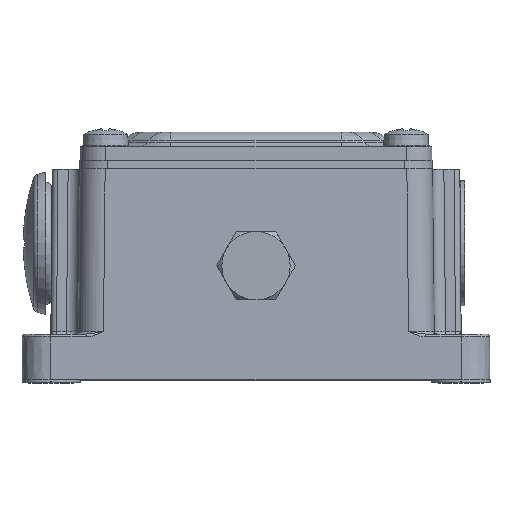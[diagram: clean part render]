
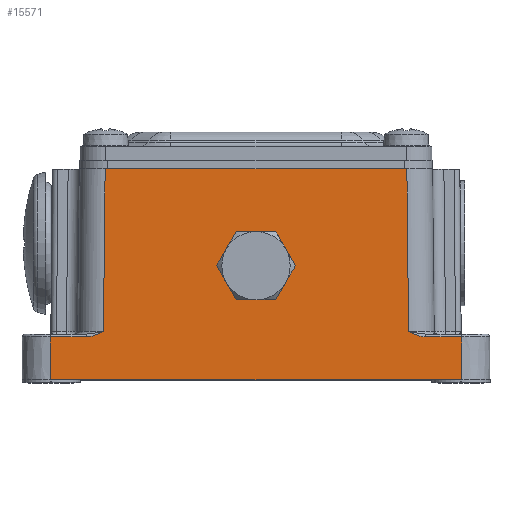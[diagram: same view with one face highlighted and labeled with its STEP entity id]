
A CAD part, top view. The second image highlights one B-rep face of the part: STEP entity #15571.
In plain terms, the highlighted planar face has unit normal (0, 0.003, 1).
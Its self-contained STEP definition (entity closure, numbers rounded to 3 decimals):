
#1732=DIRECTION('',(1.,0.,0.));
#1733=VECTOR('',#1732,71.8);
#1734=CARTESIAN_POINT('',(-35.9,0.,56.));
#1735=LINE('',#1734,#1733);
#4042=DIRECTION('',(1.,0.,0.));
#4043=VECTOR('',#4042,6.309);
#4044=CARTESIAN_POINT('',(-36.1,7.501,55.98));
#4045=LINE('',#4044,#4043);
#4057=CARTESIAN_POINT('',(-29.791,7.501,55.98));
#4058=CARTESIAN_POINT('',(-29.67,7.501,55.98));
#4059=CARTESIAN_POINT('',(-29.42,7.517,55.98));
#4060=CARTESIAN_POINT('',(-29.014,7.588,55.979));
#4061=CARTESIAN_POINT('',(-28.596,7.704,55.979));
#4062=CARTESIAN_POINT('',(-28.2,7.846,55.979));
#4063=CARTESIAN_POINT('',(-27.849,7.992,55.978));
#4064=CARTESIAN_POINT('',(-27.533,8.136,55.978));
#4065=CARTESIAN_POINT('',(-27.252,8.271,55.978));
#4066=CARTESIAN_POINT('',(-27.004,8.394,55.977));
#4067=CARTESIAN_POINT('',(-26.861,8.466,55.977));
#4068=CARTESIAN_POINT('',(-26.795,8.499,55.977));
#4097=CARTESIAN_POINT('',(0.,14.55,55.961));
#4098=CARTESIAN_POINT('',(-0.642,14.55,
55.961));
#4099=CARTESIAN_POINT('',(-2.03,14.782,55.96));
#4100=CARTESIAN_POINT('',(-3.969,16.032,55.957));
#4101=CARTESIAN_POINT('',(-5.009,17.644,55.952));
#4102=CARTESIAN_POINT('',(-5.393,19.016,55.949));
#4103=CARTESIAN_POINT('',(-5.479,20.,55.946));
#4104=CARTESIAN_POINT('',(-5.393,20.985,55.943));
#4105=CARTESIAN_POINT('',(-5.009,22.356,55.94));
#4106=CARTESIAN_POINT('',(-3.969,23.968,55.935));
#4107=CARTESIAN_POINT('',(-2.03,25.218,55.932));
#4108=CARTESIAN_POINT('',(-0.642,25.451,
55.931));
#4109=CARTESIAN_POINT('',(0.,25.451,55.931));
#4114=CARTESIAN_POINT('',(0.,25.451,55.931));
#4115=CARTESIAN_POINT('',(0.642,25.451,55.931));
#4116=CARTESIAN_POINT('',(2.03,25.218,55.932));
#4117=CARTESIAN_POINT('',(3.969,23.968,55.935));
#4118=CARTESIAN_POINT('',(5.009,22.356,55.94));
#4119=CARTESIAN_POINT('',(5.393,20.985,55.943));
#4120=CARTESIAN_POINT('',(5.479,20.,55.946));
#4121=CARTESIAN_POINT('',(5.393,19.016,55.949));
#4122=CARTESIAN_POINT('',(5.009,17.644,55.952));
#4123=CARTESIAN_POINT('',(3.969,16.032,55.957));
#4124=CARTESIAN_POINT('',(2.03,14.782,55.96));
#4125=CARTESIAN_POINT('',(0.642,14.55,55.961));
#4126=CARTESIAN_POINT('',(0.,14.55,55.961));
#4131=DIRECTION('',(1.,0.,0.));
#4132=VECTOR('',#4131,53.);
#4133=CARTESIAN_POINT('',(-26.5,37.,55.9));
#4134=LINE('',#4133,#4132);
#4138=DIRECTION('',(1.,0.,0.));
#4139=VECTOR('',#4138,0.2);
#4140=CARTESIAN_POINT('',(35.9,0.,56.));
#4141=LINE('',#4140,#4139);
#4145=DIRECTION('',(1.,0.,0.));
#4146=VECTOR('',#4145,0.2);
#4147=CARTESIAN_POINT('',(-36.1,0.,56.));
#4148=LINE('',#4147,#4146);
#7866=DIRECTION('',(0.01,1.,-0.003));
#7867=VECTOR('',#7866,28.503);
#7868=CARTESIAN_POINT('',(-26.795,8.499,55.977));
#7869=LINE('',#7868,#7867);
#7950=DIRECTION('',(0.01,-1.,0.003));
#7951=VECTOR('',#7950,28.503);
#7952=CARTESIAN_POINT('',(26.5,37.,55.9));
#7953=LINE('',#7952,#7951);
#8013=CARTESIAN_POINT('',(26.795,8.499,55.977));
#8029=CARTESIAN_POINT('',(26.795,8.499,55.977));
#8030=CARTESIAN_POINT('',(26.869,8.461,55.977));
#8031=CARTESIAN_POINT('',(27.024,8.384,55.977));
#8032=CARTESIAN_POINT('',(27.277,8.259,55.978));
#8033=CARTESIAN_POINT('',(27.555,8.126,55.978));
#8034=CARTESIAN_POINT('',(27.861,7.987,55.978));
#8035=CARTESIAN_POINT('',(28.199,7.847,55.979));
#8036=CARTESIAN_POINT('',(28.581,7.709,55.979));
#8037=CARTESIAN_POINT('',(28.997,7.592,55.979));
#8038=CARTESIAN_POINT('',(29.416,7.517,55.98));
#8039=CARTESIAN_POINT('',(29.669,7.501,55.98));
#8040=CARTESIAN_POINT('',(29.791,7.501,55.98));
#8052=DIRECTION('',(1.,0.,0.));
#8053=VECTOR('',#8052,6.309);
#8054=CARTESIAN_POINT('',(29.791,7.501,55.98));
#8055=LINE('',#8054,#8053);
#8276=DIRECTION('',(0.,1.,-0.003));
#8277=VECTOR('',#8276,7.501);
#8278=CARTESIAN_POINT('',(36.1,0.,56.));
#8279=LINE('',#8278,#8277);
#9068=DIRECTION('',(0.,1.,-0.003));
#9069=VECTOR('',#9068,7.501);
#9070=CARTESIAN_POINT('',(-36.1,0.,56.));
#9071=LINE('',#9070,#9069);
#10538=CARTESIAN_POINT('',(-36.1,0.,56.));
#10539=VERTEX_POINT('',#10538);
#10540=CARTESIAN_POINT('',(-35.9,0.,56.));
#10541=VERTEX_POINT('',#10540);
#10562=CARTESIAN_POINT('',(35.9,0.,56.));
#10563=VERTEX_POINT('',#10562);
#10564=CARTESIAN_POINT('',(36.1,0.,56.));
#10565=VERTEX_POINT('',#10564);
#10632=CARTESIAN_POINT('',(-26.5,37.,55.9));
#10633=CARTESIAN_POINT('',(26.5,37.,55.9));
#10634=VERTEX_POINT('',#10632);
#10635=VERTEX_POINT('',#10633);
#10930=VERTEX_POINT('',#4097);
#10931=VERTEX_POINT('',#4109);
#11190=CARTESIAN_POINT('',(-36.1,7.501,55.98));
#11191=CARTESIAN_POINT('',(-29.791,7.501,
55.98));
#11192=VERTEX_POINT('',#11190);
#11193=VERTEX_POINT('',#11191);
#11247=CARTESIAN_POINT('',(36.1,7.501,55.98));
#11248=VERTEX_POINT('',#11247);
#11251=CARTESIAN_POINT('',(29.791,7.501,55.98));
#11252=VERTEX_POINT('',#11251);
#11253=VERTEX_POINT('',#8013);
#11256=CARTESIAN_POINT('',(-26.795,8.499,
55.977));
#11257=VERTEX_POINT('',#11256);
#15538=CARTESIAN_POINT('',(37.659,0.,56.));
#15539=DIRECTION('',(0.,-0.003,-1.));
#15540=DIRECTION('',(0.,1.,-0.003));
#15541=AXIS2_PLACEMENT_3D('',#15538,#15539,#15540);
#15542=PLANE('',#15541);
#15543=ORIENTED_EDGE('',*,*,#15471,.T.);
#15544=ORIENTED_EDGE('',*,*,#15530,.T.);
#15546=ORIENTED_EDGE('',*,*,#15545,.T.);
#15547=ORIENTED_EDGE('',*,*,#11933,.T.);
#15549=ORIENTED_EDGE('',*,*,#15548,.T.);
#15551=ORIENTED_EDGE('',*,*,#15550,.T.);
#15553=ORIENTED_EDGE('',*,*,#15552,.T.);
#15555=ORIENTED_EDGE('',*,*,#15554,.F.);
#15557=ORIENTED_EDGE('',*,*,#15556,.F.);
#15558=ORIENTED_EDGE('',*,*,#13036,.F.);
#15560=ORIENTED_EDGE('',*,*,#15559,.F.);
#15562=ORIENTED_EDGE('',*,*,#15561,.T.);
#15563=EDGE_LOOP('',(#15543,#15544,#15546,#15547,#15549,#15551,#15553,#15555,
#15557,#15558,#15560,#15562));
#15564=FACE_OUTER_BOUND('',#15563,.F.);
#15566=ORIENTED_EDGE('',*,*,#15565,.F.);
#15568=ORIENTED_EDGE('',*,*,#15567,.F.);
#15569=EDGE_LOOP('',(#15566,#15568));
#15570=FACE_BOUND('',#15569,.F.);
#15571=ADVANCED_FACE('',(#15564,#15570),#15542,.F.);
#4069=B_SPLINE_CURVE_WITH_KNOTS('',3,(#4057,#4058,#4059,#4060,#4061,#4062,#4063,
#4064,#4065,#4066,#4067,#4068),.UNSPECIFIED.,.F.,.F.,(4,1,1,1,1,1,1,1,1,4),
(0.,0.111,0.222,0.333,0.444,
0.556,0.667,0.778,0.889,1.),
.UNSPECIFIED.);
#4110=B_SPLINE_CURVE_WITH_KNOTS('',3,(#4097,#4098,#4099,#4100,#4101,#4102,#4103,
#4104,#4105,#4106,#4107,#4108,#4109),.UNSPECIFIED.,.F.,.F.,(4,1,1,1,1,1,1,1,1,1,
4),(0.,0.125,0.25,0.375,0.438,0.5,0.563,0.625,0.75,0.875,
1.),.UNSPECIFIED.);
#4127=B_SPLINE_CURVE_WITH_KNOTS('',3,(#4114,#4115,#4116,#4117,#4118,#4119,#4120,
#4121,#4122,#4123,#4124,#4125,#4126),.UNSPECIFIED.,.F.,.F.,(4,1,1,1,1,1,1,1,1,1,
4),(0.,0.125,0.25,0.375,0.438,0.5,0.563,0.625,0.75,0.875,
1.),.UNSPECIFIED.);
#8041=B_SPLINE_CURVE_WITH_KNOTS('',3,(#8029,#8030,#8031,#8032,#8033,#8034,#8035,
#8036,#8037,#8038,#8039,#8040),.UNSPECIFIED.,.F.,.F.,(4,1,1,1,1,1,1,1,1,4),
(0.,0.111,0.222,0.333,0.444,
0.556,0.667,0.778,0.889,1.),
.UNSPECIFIED.);
#11933=EDGE_CURVE('',#10634,#10635,#4134,.T.);
#13036=EDGE_CURVE('',#10541,#10563,#1735,.T.);
#15471=EDGE_CURVE('',#11192,#11193,#4045,.T.);
#15530=EDGE_CURVE('',#11193,#11257,#4069,.T.);
#15545=EDGE_CURVE('',#11257,#10634,#7869,.T.);
#15548=EDGE_CURVE('',#10635,#11253,#7953,.T.);
#15550=EDGE_CURVE('',#11253,#11252,#8041,.T.);
#15552=EDGE_CURVE('',#11252,#11248,#8055,.T.);
#15554=EDGE_CURVE('',#10565,#11248,#8279,.T.);
#15556=EDGE_CURVE('',#10563,#10565,#4141,.T.);
#15559=EDGE_CURVE('',#10539,#10541,#4148,.T.);
#15561=EDGE_CURVE('',#10539,#11192,#9071,.T.);
#15565=EDGE_CURVE('',#10930,#10931,#4110,.T.);
#15567=EDGE_CURVE('',#10931,#10930,#4127,.T.);
